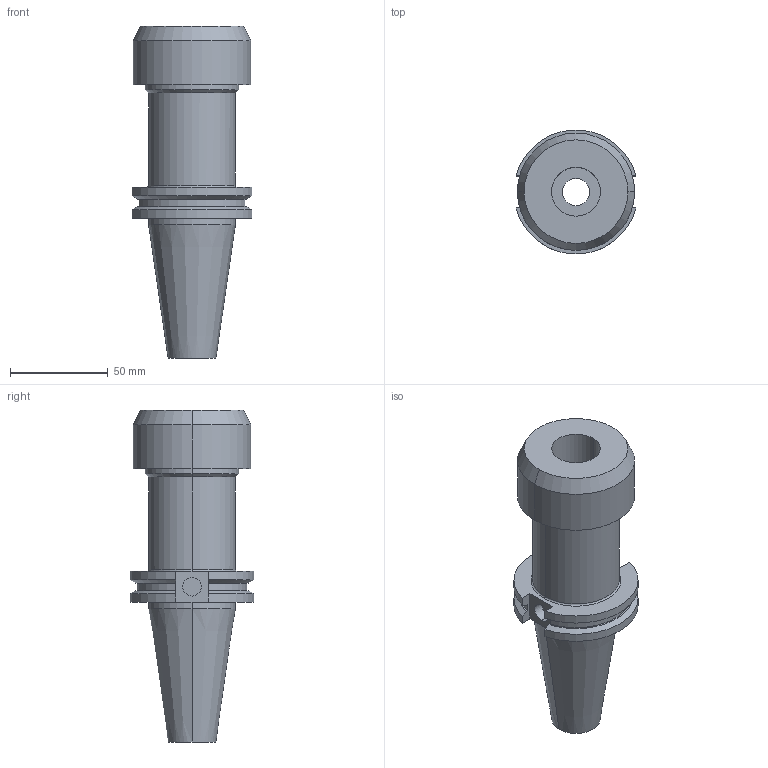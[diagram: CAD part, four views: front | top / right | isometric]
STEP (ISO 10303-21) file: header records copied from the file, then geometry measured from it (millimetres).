
FILE_DESCRIPTION (( 'STEP AP203' ), '1' );
FILE_NAME ('STP-23016-AD+B.STEP', '2020-06-17T09:28:38', ( '' ), ( '' ), 'SwSTEP 2.0', 'SolidWorks 2017', '' );
FILE_SCHEMA (( 'CONFIG_CONTROL_DESIGN' ));
Length unit declared in the file: millimetre
Products named in the file (1): STP-23016-AD+B
Bounding box: 61.35 x 63.26 x 169.85 mm (x, y, z)
Volume: 230362.8 mm3; surface area: 41263.9 mm2
Topology: 1 solids, 1 shells, 56 faces, 133 edges, 85 vertices
Faces by surface type: cylinder 24, plane 19, cone 10, torus 2, bspline 1
Entity records: 1762 total; most frequent: CARTESIAN_POINT 350, DIRECTION 296, ORIENTED_EDGE 266, EDGE_CURVE 133, AXIS2_PLACEMENT_3D 117, VERTEX_POINT 85, EDGE_LOOP 64, LINE 62
